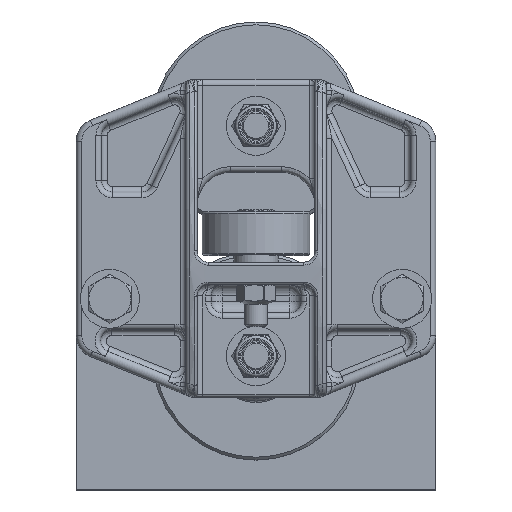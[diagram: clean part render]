
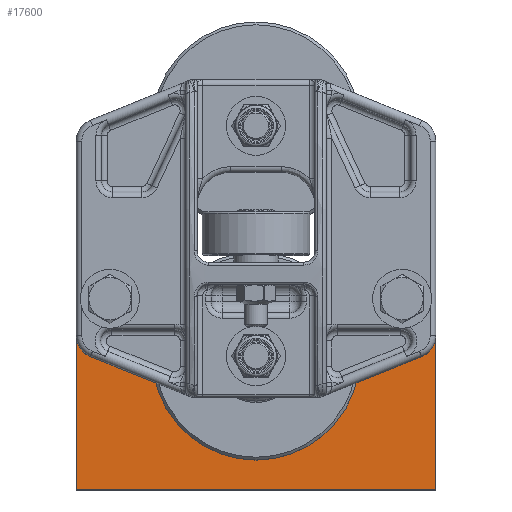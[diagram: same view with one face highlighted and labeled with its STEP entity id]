
A CAD part, top view. The second image highlights one B-rep face of the part: STEP entity #17600.
In plain terms, the highlighted face is planar.
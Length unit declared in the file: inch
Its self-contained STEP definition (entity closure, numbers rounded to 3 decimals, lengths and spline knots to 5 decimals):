
#17408=CARTESIAN_POINT('',(0.41406,4.25,0.0));
#17409=VERTEX_POINT('',#17408);
#17410=CARTESIAN_POINT('',(0.75,4.25,0.0));
#17411=DIRECTION('',(0.0,0.0,1.0));
#17412=DIRECTION('',(1.0,0.0,0.0));
#17413=AXIS2_PLACEMENT_3D('',#17410,#17411,#17412);
#17414=CIRCLE('',#17413,0.33594);
#17415=EDGE_CURVE('',#17409,#17409,#17414,.T.);
#17436=CARTESIAN_POINT('',(6.91406,4.25,0.0));
#17437=VERTEX_POINT('',#17436);
#17438=CARTESIAN_POINT('',(7.25,4.25,0.0));
#17439=DIRECTION('',(0.0,0.0,1.0));
#17440=DIRECTION('',(1.0,0.0,0.0));
#17441=AXIS2_PLACEMENT_3D('',#17438,#17439,#17440);
#17442=CIRCLE('',#17441,0.33594);
#17443=EDGE_CURVE('',#17437,#17437,#17442,.T.);
#17474=CARTESIAN_POINT('',(0.,5.0,0.0));
#17475=VERTEX_POINT('',#17474);
#17482=CARTESIAN_POINT('',(0.0,0.0,0.0));
#17483=VERTEX_POINT('',#17482);
#17484=CARTESIAN_POINT('',(0.,5.0,0.0));
#17485=DIRECTION('',(0.0,-1.0,0.0));
#17486=VECTOR('',#17485,5.0);
#17487=LINE('',#17484,#17486);
#17488=EDGE_CURVE('',#17475,#17483,#17487,.T.);
#17512=CARTESIAN_POINT('',(8.,5.,0.0));
#17513=VERTEX_POINT('',#17512);
#17520=CARTESIAN_POINT('',(8.,5.,0.0));
#17521=DIRECTION('',(-1.0,0.0,0.0));
#17522=VECTOR('',#17521,8.0);
#17523=LINE('',#17520,#17522);
#17524=EDGE_CURVE('',#17513,#17475,#17523,.T.);
#17543=CARTESIAN_POINT('',(8.0,0.0,0.0));
#17544=VERTEX_POINT('',#17543);
#17551=CARTESIAN_POINT('',(8.0,0.0,0.0));
#17552=DIRECTION('',(0.0,1.0,0.0));
#17553=VECTOR('',#17552,5.);
#17554=LINE('',#17551,#17553);
#17555=EDGE_CURVE('',#17544,#17513,#17554,.T.);
#17573=CARTESIAN_POINT('',(0.0,0.0,0.0));
#17574=DIRECTION('',(1.0,0.0,0.0));
#17575=VECTOR('',#17574,8.0);
#17576=LINE('',#17573,#17575);
#17577=EDGE_CURVE('',#17483,#17544,#17576,.T.);
#17583=CARTESIAN_POINT('',(4.,2.5,0.0));
#17584=DIRECTION('',(0.0,0.0,1.0));
#17585=DIRECTION('',(1.0,0.0,0.0));
#17586=AXIS2_PLACEMENT_3D('',#17583,#17584,#17585);
#17587=PLANE('',#17586);
#17588=ORIENTED_EDGE('',*,*,#17577,.F.);
#17589=ORIENTED_EDGE('',*,*,#17488,.F.);
#17590=ORIENTED_EDGE('',*,*,#17524,.F.);
#17591=ORIENTED_EDGE('',*,*,#17555,.F.);
#17592=EDGE_LOOP('',(#17588,#17589,#17590,#17591));
#17593=FACE_OUTER_BOUND('',#17592,.T.);
#17594=ORIENTED_EDGE('',*,*,#17415,.T.);
#17595=EDGE_LOOP('',(#17594));
#17596=FACE_BOUND('',#17595,.T.);
#17597=ORIENTED_EDGE('',*,*,#17443,.T.);
#17598=EDGE_LOOP('',(#17597));
#17599=FACE_BOUND('',#17598,.T.);
#17600=ADVANCED_FACE('',(#17593,#17596,#17599),#17587,.F.);
